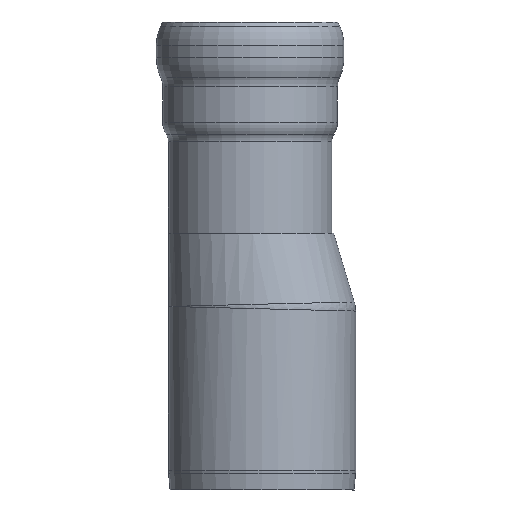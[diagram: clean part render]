
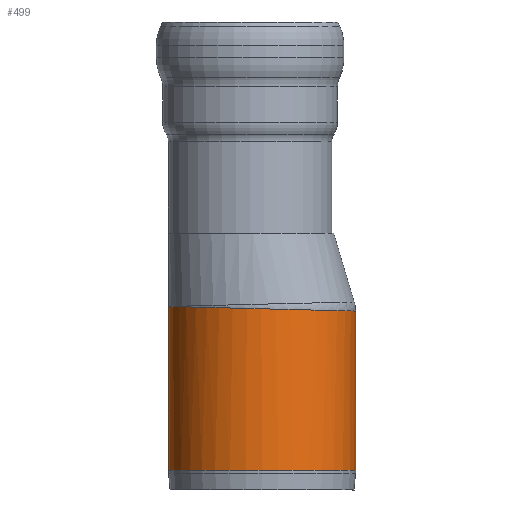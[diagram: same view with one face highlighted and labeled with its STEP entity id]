
A CAD part, front view. The second image highlights one B-rep face of the part: STEP entity #499.
In plain terms, the highlighted cylindrical face has radius 510 mm (diameter 1020 mm), a full revolution.
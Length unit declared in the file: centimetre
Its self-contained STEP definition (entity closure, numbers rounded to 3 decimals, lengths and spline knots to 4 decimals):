
#20=B_SPLINE_CURVE_WITH_KNOTS('',3,(#1173,#1174,#1175,#1176,#1177,#1178,
#1179,#1180,#1181,#1182,#1183,#1184,#1185,#1186,#1187,#1188,#1189,#1190,
#1191,#1192,#1193,#1194,#1195,#1196,#1197,#1198,#1199,#1200,#1201,#1202,
#1203,#1204,#1205,#1206,#1207,#1208,#1209,#1210,#1211,#1212,#1213,#1214,
#1215),.UNSPECIFIED.,.F.,.F.,(4,3,1,1,1,1,1,1,1,1,1,1,1,1,1,1,1,1,1,1,1,
1,1,1,1,1,1,1,1,1,1,1,1,1,1,1,1,1,4),(0.,0.0286,0.1842,
0.3399,0.4955,0.5345,0.5734,
0.6512,0.8069,0.8847,0.9625,
1.1182,1.196,1.2349,1.2738,1.3516,
1.4295,1.5851,1.663,1.7408,1.8964,
1.9743,2.0521,2.091,2.1299,2.2077,
2.3634,2.4412,2.519,2.5709,2.6228,
2.6747,2.7266,2.8304,2.8822,2.9341,
3.0379,3.1417,3.1447),.UNSPECIFIED.);
#21=B_SPLINE_CURVE_WITH_KNOTS('',3,(#1216,#1217,#1218,#1219,#1220,#1221,
#1222,#1223,#1224,#1225,#1226,#1227,#1228,#1229,#1230,#1231,#1232,#1233,
#1234,#1235,#1236,#1237,#1238,#1239,#1240,#1241,#1242,#1243,#1244,#1245,
#1246,#1247,#1248,#1249,#1250,#1251,#1252),.UNSPECIFIED.,.F.,.F.,(4,1,1,
1,1,1,1,1,1,1,1,1,1,1,1,1,1,1,1,1,1,1,1,1,1,1,1,1,1,1,1,1,2,4),(3.1447,
3.2195,3.2973,3.3362,3.3751,3.453,
3.6086,3.6865,3.7643,3.9199,3.9978,
4.0756,4.1534,4.2312,4.3869,4.4647,
4.5426,4.6982,4.776,4.8539,4.9317,
5.0095,5.1652,5.243,5.3208,5.4765,
5.5543,5.6321,5.71,5.7878,5.9434,
6.0991,6.2547,6.2832),.UNSPECIFIED.);
#85=FACE_OUTER_BOUND('',#121,.T.);
#121=EDGE_LOOP('',(#432,#433,#434,#435,#436));
#140=LINE('',#1982,#152);
#152=VECTOR('',#733,51.);
#198=CIRCLE('',#575,51.);
#238=VERTEX_POINT('',#1171);
#239=VERTEX_POINT('',#1172);
#245=VERTEX_POINT('',#1978);
#300=EDGE_CURVE('',#238,#239,#20,.T.);
#301=EDGE_CURVE('',#239,#238,#21,.T.);
#310=EDGE_CURVE('',#245,#245,#198,.T.);
#311=EDGE_CURVE('',#245,#239,#140,.T.);
#432=ORIENTED_EDGE('',*,*,#310,.F.);
#433=ORIENTED_EDGE('',*,*,#311,.T.);
#434=ORIENTED_EDGE('',*,*,#300,.F.);
#435=ORIENTED_EDGE('',*,*,#301,.F.);
#436=ORIENTED_EDGE('',*,*,#311,.F.);
#474=CYLINDRICAL_SURFACE('',#576,51.);
#499=ADVANCED_FACE('',(#85),#474,.T.);
#575=AXIS2_PLACEMENT_3D('',#1980,#729,#730);
#576=AXIS2_PLACEMENT_3D('',#1981,#731,#732);
#729=DIRECTION('center_axis',(0.,0.,-1.));
#730=DIRECTION('ref_axis',(1.,0.,0.));
#731=DIRECTION('center_axis',(0.,0.,-1.));
#732=DIRECTION('ref_axis',(-1.,0.,0.));
#733=DIRECTION('',(0.,0.,1.));
#1171=CARTESIAN_POINT('',(-51.,0.,100.0032));
#1172=CARTESIAN_POINT('',(50.9999,0.,97.5081));
#1173=CARTESIAN_POINT('Ctrl Pts',(-51.,0.,100.0032));
#1174=CARTESIAN_POINT('Ctrl Pts',(-51.,-0.4822,100.0032));
#1175=CARTESIAN_POINT('Ctrl Pts',(-50.9932,-0.9644,
100.003));
#1176=CARTESIAN_POINT('Ctrl Pts',(-50.9795,-1.4465,100.0027));
#1177=CARTESIAN_POINT('Ctrl Pts',(-50.905,-4.0715,100.0008));
#1178=CARTESIAN_POINT('Ctrl Pts',(-50.3469,-9.3597,99.9868));
#1179=CARTESIAN_POINT('Ctrl Pts',(-48.2628,-17.1233,99.9347));
#1180=CARTESIAN_POINT('Ctrl Pts',(-45.8191,-22.5988,99.8736));
#1181=CARTESIAN_POINT('Ctrl Pts',(-43.8747,-26.0251,99.8249));
#1182=CARTESIAN_POINT('Ctrl Pts',(-42.4879,-28.2635,99.7902));
#1183=CARTESIAN_POINT('Ctrl Pts',(-39.8245,-32.0522,99.7236));
#1184=CARTESIAN_POINT('Ctrl Pts',(-36.2734,-36.0217,99.6347));
#1185=CARTESIAN_POINT('Ctrl Pts',(-32.3156,-39.5205,99.5356));
#1186=CARTESIAN_POINT('Ctrl Pts',(-28.1245,-42.6869,99.4308));
#1187=CARTESIAN_POINT('Ctrl Pts',(-23.5353,-45.3816,99.3161));
#1188=CARTESIAN_POINT('Ctrl Pts',(-19.2876,-47.2446,99.2102));
#1189=CARTESIAN_POINT('Ctrl Pts',(-16.8099,-48.1638,99.1484));
#1190=CARTESIAN_POINT('Ctrl Pts',(-14.3053,-48.9836,99.0861));
#1191=CARTESIAN_POINT('Ctrl Pts',(-11.1327,-49.8224,99.0072));
#1192=CARTESIAN_POINT('Ctrl Pts',(-5.9281,-50.776,98.8781));
#1193=CARTESIAN_POINT('Ctrl Pts',(-0.6171,-51.1167,
98.7469));
#1194=CARTESIAN_POINT('Ctrl Pts',(4.6571,-50.8377,98.6171));
#1195=CARTESIAN_POINT('Ctrl Pts',(9.8642,-50.1583,98.4895));
#1196=CARTESIAN_POINT('Ctrl Pts',(15.0251,-48.8633,98.3637));
#1197=CARTESIAN_POINT('Ctrl Pts',(19.9786,-46.9797,98.2436));
#1198=CARTESIAN_POINT('Ctrl Pts',(22.9653,-45.5701,98.1715));
#1199=CARTESIAN_POINT('Ctrl Pts',(25.2702,-44.3138,98.116));
#1200=CARTESIAN_POINT('Ctrl Pts',(27.5315,-42.9658,98.0617));
#1201=CARTESIAN_POINT('Ctrl Pts',(31.3649,-40.3679,97.97));
#1202=CARTESIAN_POINT('Ctrl Pts',(35.3944,-36.8857,97.8741));
#1203=CARTESIAN_POINT('Ctrl Pts',(38.9631,-32.9856,97.7897));
#1204=CARTESIAN_POINT('Ctrl Pts',(41.12,-30.2292,97.7389));
#1205=CARTESIAN_POINT('Ctrl Pts',(42.8602,-27.6828,97.698));
#1206=CARTESIAN_POINT('Ctrl Pts',(44.2389,-25.4216,97.6657));
#1207=CARTESIAN_POINT('Ctrl Pts',(45.5005,-23.0877,97.6361));
#1208=CARTESIAN_POINT('Ctrl Pts',(47.0179,-19.8946,97.6007));
#1209=CARTESIAN_POINT('Ctrl Pts',(48.2807,-16.5937,97.5713));
#1210=CARTESIAN_POINT('Ctrl Pts',(49.2755,-13.2369,97.5481));
#1211=CARTESIAN_POINT('Ctrl Pts',(50.0999,-9.8199,97.529));
#1212=CARTESIAN_POINT('Ctrl Pts',(50.8001,-5.4531,97.5127));
#1213=CARTESIAN_POINT('Ctrl Pts',(50.9973,-1.8665,97.5082));
#1214=CARTESIAN_POINT('Ctrl Pts',(51.,-0.0508,97.5081));
#1215=CARTESIAN_POINT('Ctrl Pts',(50.9999,0.,
97.5081));
#1216=CARTESIAN_POINT('Ctrl Pts',(50.9999,0.,
97.5081));
#1217=CARTESIAN_POINT('Ctrl Pts',(50.9999,1.2727,97.5081));
#1218=CARTESIAN_POINT('Ctrl Pts',(50.9024,3.8654,97.5104));
#1219=CARTESIAN_POINT('Ctrl Pts',(50.5368,7.0747,97.5188));
#1220=CARTESIAN_POINT('Ctrl Pts',(50.0866,9.6768,97.5293));
#1221=CARTESIAN_POINT('Ctrl Pts',(49.5342,12.2639,97.5421));
#1222=CARTESIAN_POINT('Ctrl Pts',(48.3026,16.7406,97.5708));
#1223=CARTESIAN_POINT('Ctrl Pts',(46.2992,21.6681,97.6174));
#1224=CARTESIAN_POINT('Ctrl Pts',(43.7723,26.2707,97.6766));
#1225=CARTESIAN_POINT('Ctrl Pts',(40.8762,30.6996,97.7446));
#1226=CARTESIAN_POINT('Ctrl Pts',(37.4617,34.7839,97.8252));
#1227=CARTESIAN_POINT('Ctrl Pts',(33.6206,38.4165,97.9163));
#1228=CARTESIAN_POINT('Ctrl Pts',(30.5601,40.8934,97.9893));
#1229=CARTESIAN_POINT('Ctrl Pts',(27.2914,43.1443,98.0675));
#1230=CARTESIAN_POINT('Ctrl Pts',(22.7029,45.803,98.1777));
#1231=CARTESIAN_POINT('Ctrl Pts',(17.8254,47.9101,98.2957));
#1232=CARTESIAN_POINT('Ctrl Pts',(12.7979,49.4204,98.418));
#1233=CARTESIAN_POINT('Ctrl Pts',(7.6283,50.5485,98.5442));
#1234=CARTESIAN_POINT('Ctrl Pts',(2.3322,51.067,98.6742));
#1235=CARTESIAN_POINT('Ctrl Pts',(-2.9493,50.9654,98.8045));
#1236=CARTESIAN_POINT('Ctrl Pts',(-6.8682,50.5868,98.9015));
#1237=CARTESIAN_POINT('Ctrl Pts',(-10.7777,49.901,98.9984));
#1238=CARTESIAN_POINT('Ctrl Pts',(-15.914,48.5807,99.1261));
#1239=CARTESIAN_POINT('Ctrl Pts',(-20.869,46.665,99.2496));
#1240=CARTESIAN_POINT('Ctrl Pts',(-25.5138,44.2179,99.3656));
#1241=CARTESIAN_POINT('Ctrl Pts',(-29.9929,41.3978,99.4775));
#1242=CARTESIAN_POINT('Ctrl Pts',(-34.1349,38.0541,99.5811));
#1243=CARTESIAN_POINT('Ctrl Pts',(-37.8325,34.2765,99.6737));
#1244=CARTESIAN_POINT('Ctrl Pts',(-40.362,31.2591,99.737));
#1245=CARTESIAN_POINT('Ctrl Pts',(-42.6831,28.0093,99.7951));
#1246=CARTESIAN_POINT('Ctrl Pts',(-45.4499,23.4094,99.8644));
#1247=CARTESIAN_POINT('Ctrl Pts',(-48.2362,17.2177,99.9341));
#1248=CARTESIAN_POINT('Ctrl Pts',(-50.3483,9.3676,99.9869));
#1249=CARTESIAN_POINT('Ctrl Pts',(-50.9056,4.0641,100.0008));
#1250=CARTESIAN_POINT('Ctrl Pts',(-50.9932,0.9595,100.003));
#1251=CARTESIAN_POINT('Ctrl Pts',(-51.,0.4798,100.0032));
#1252=CARTESIAN_POINT('Ctrl Pts',(-51.,0.,100.0032));
#1978=CARTESIAN_POINT('',(51.,0.,10.7422));
#1980=CARTESIAN_POINT('Origin',(0.,0.,10.7422));
#1981=CARTESIAN_POINT('Origin',(0.,0.,56.7166));
#1982=CARTESIAN_POINT('',(51.,0.,56.7166));
